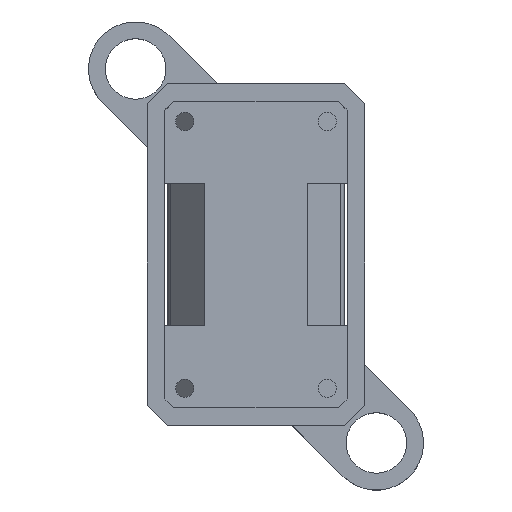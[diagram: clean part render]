
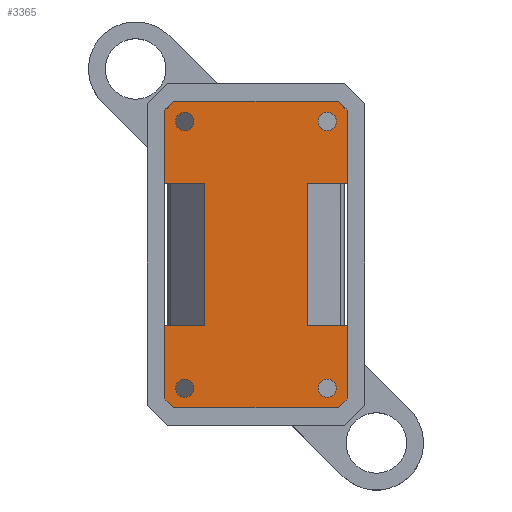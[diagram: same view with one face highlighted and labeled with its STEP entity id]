
A CAD part, top view. The second image highlights one B-rep face of the part: STEP entity #3365.
In plain terms, the highlighted planar face has unit normal (0, 0, 1).
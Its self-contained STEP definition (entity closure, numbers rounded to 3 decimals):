
#74=FACE_BOUND('',#993,.T.);
#75=FACE_BOUND('',#994,.T.);
#76=FACE_BOUND('',#995,.T.);
#77=FACE_BOUND('',#996,.T.);
#90=LINE('',#7402,#296);
#95=LINE('',#7791,#301);
#136=LINE('',#10090,#342);
#144=LINE('',#10115,#350);
#219=LINE('',#10356,#425);
#220=LINE('',#10358,#426);
#221=LINE('',#10359,#427);
#222=LINE('',#10361,#428);
#223=LINE('',#10363,#429);
#224=LINE('',#10365,#430);
#225=LINE('',#10367,#431);
#226=LINE('',#10369,#432);
#227=LINE('',#10371,#433);
#228=LINE('',#10372,#434);
#229=LINE('',#10374,#435);
#230=LINE('',#10375,#436);
#296=VECTOR('',#3648,10.);
#301=VECTOR('',#3655,10.);
#342=VECTOR('',#3780,10.);
#350=VECTOR('',#3802,10.);
#425=VECTOR('',#4029,10.);
#426=VECTOR('',#4030,10.);
#427=VECTOR('',#4031,10.);
#428=VECTOR('',#4032,10.);
#429=VECTOR('',#4033,10.);
#430=VECTOR('',#4034,10.);
#431=VECTOR('',#4035,10.);
#432=VECTOR('',#4036,10.);
#433=VECTOR('',#4037,10.);
#434=VECTOR('',#4038,10.);
#435=VECTOR('',#4039,10.);
#436=VECTOR('',#4040,10.);
#536=PLANE('',#3559);
#630=CIRCLE('',#3560,1.025);
#631=CIRCLE('',#3561,1.025);
#632=CIRCLE('',#3562,1.025);
#633=CIRCLE('',#3563,1.025);
#791=FACE_OUTER_BOUND('',#992,.T.);
#992=EDGE_LOOP('',(#2883,#2884,#2885,#2886,#2887,#2888,#2889,#2890,#2891,
#2892,#2893,#2894,#2895,#2896,#2897,#2898));
#993=EDGE_LOOP('',(#2899));
#994=EDGE_LOOP('',(#2900));
#995=EDGE_LOOP('',(#2901));
#996=EDGE_LOOP('',(#2902));
#1364=VERTEX_POINT('',#7399);
#1365=VERTEX_POINT('',#7401);
#1381=VERTEX_POINT('',#7788);
#1382=VERTEX_POINT('',#7790);
#1464=VERTEX_POINT('',#10089);
#1474=VERTEX_POINT('',#10113);
#1563=VERTEX_POINT('',#10354);
#1564=VERTEX_POINT('',#10355);
#1565=VERTEX_POINT('',#10357);
#1566=VERTEX_POINT('',#10360);
#1567=VERTEX_POINT('',#10362);
#1568=VERTEX_POINT('',#10364);
#1569=VERTEX_POINT('',#10366);
#1570=VERTEX_POINT('',#10368);
#1571=VERTEX_POINT('',#10370);
#1572=VERTEX_POINT('',#10373);
#1573=VERTEX_POINT('',#10376);
#1574=VERTEX_POINT('',#10378);
#1575=VERTEX_POINT('',#10380);
#1576=VERTEX_POINT('',#10382);
#1724=EDGE_CURVE('',#1364,#1365,#90,.T.);
#1750=EDGE_CURVE('',#1381,#1382,#95,.T.);
#1896=EDGE_CURVE('',#1365,#1464,#136,.T.);
#1908=EDGE_CURVE('',#1474,#1381,#144,.T.);
#2029=EDGE_CURVE('',#1563,#1564,#219,.T.);
#2030=EDGE_CURVE('',#1565,#1564,#220,.T.);
#2031=EDGE_CURVE('',#1464,#1565,#221,.T.);
#2032=EDGE_CURVE('',#1566,#1364,#222,.T.);
#2033=EDGE_CURVE('',#1567,#1566,#223,.T.);
#2034=EDGE_CURVE('',#1568,#1567,#224,.T.);
#2035=EDGE_CURVE('',#1569,#1568,#225,.T.);
#2036=EDGE_CURVE('',#1570,#1569,#226,.T.);
#2037=EDGE_CURVE('',#1570,#1571,#227,.T.);
#2038=EDGE_CURVE('',#1382,#1571,#228,.T.);
#2039=EDGE_CURVE('',#1474,#1572,#229,.T.);
#2040=EDGE_CURVE('',#1563,#1572,#230,.T.);
#2041=EDGE_CURVE('',#1573,#1573,#630,.T.);
#2042=EDGE_CURVE('',#1574,#1574,#631,.T.);
#2043=EDGE_CURVE('',#1575,#1575,#632,.T.);
#2044=EDGE_CURVE('',#1576,#1576,#633,.T.);
#2883=ORIENTED_EDGE('',*,*,#2029,.T.);
#2884=ORIENTED_EDGE('',*,*,#2030,.F.);
#2885=ORIENTED_EDGE('',*,*,#2031,.F.);
#2886=ORIENTED_EDGE('',*,*,#1896,.F.);
#2887=ORIENTED_EDGE('',*,*,#1724,.F.);
#2888=ORIENTED_EDGE('',*,*,#2032,.F.);
#2889=ORIENTED_EDGE('',*,*,#2033,.F.);
#2890=ORIENTED_EDGE('',*,*,#2034,.F.);
#2891=ORIENTED_EDGE('',*,*,#2035,.F.);
#2892=ORIENTED_EDGE('',*,*,#2036,.F.);
#2893=ORIENTED_EDGE('',*,*,#2037,.T.);
#2894=ORIENTED_EDGE('',*,*,#2038,.F.);
#2895=ORIENTED_EDGE('',*,*,#1750,.F.);
#2896=ORIENTED_EDGE('',*,*,#1908,.F.);
#2897=ORIENTED_EDGE('',*,*,#2039,.T.);
#2898=ORIENTED_EDGE('',*,*,#2040,.F.);
#2899=ORIENTED_EDGE('',*,*,#2041,.F.);
#2900=ORIENTED_EDGE('',*,*,#2042,.F.);
#2901=ORIENTED_EDGE('',*,*,#2043,.F.);
#2902=ORIENTED_EDGE('',*,*,#2044,.F.);
#3365=ADVANCED_FACE('',(#791,#74,#75,#76,#77),#536,.F.);
#3559=AXIS2_PLACEMENT_3D('',#10353,#4027,#4028);
#3560=AXIS2_PLACEMENT_3D('',#10377,#4041,#4042);
#3561=AXIS2_PLACEMENT_3D('',#10379,#4043,#4044);
#3562=AXIS2_PLACEMENT_3D('',#10381,#4045,#4046);
#3563=AXIS2_PLACEMENT_3D('',#10383,#4047,#4048);
#3648=DIRECTION('',(0.,-1.,0.));
#3655=DIRECTION('',(0.,1.,0.));
#3780=DIRECTION('',(1.,0.,0.));
#3802=DIRECTION('',(1.,0.,0.));
#4027=DIRECTION('center_axis',(0.,0.,
-1.));
#4028=DIRECTION('ref_axis',(1.,0.,0.));
#4029=DIRECTION('',(1.,0.,0.));
#4030=DIRECTION('',(-0.707,-0.707,0.));
#4031=DIRECTION('',(0.,-1.,0.));
#4032=DIRECTION('',(-1.,0.,0.));
#4033=DIRECTION('',(0.,-1.,0.));
#4034=DIRECTION('',(0.707,-0.707,0.));
#4035=DIRECTION('',(1.,0.,0.));
#4036=DIRECTION('',(0.707,0.707,0.));
#4037=DIRECTION('',(0.,-1.,0.));
#4038=DIRECTION('',(-1.,0.,0.));
#4039=DIRECTION('',(0.,-1.,0.));
#4040=DIRECTION('',(-0.707,0.707,0.));
#4041=DIRECTION('center_axis',(0.,0.,
1.));
#4042=DIRECTION('ref_axis',(1.,0.,0.));
#4043=DIRECTION('center_axis',(0.,0.,
1.));
#4044=DIRECTION('ref_axis',(1.,0.,0.));
#4045=DIRECTION('center_axis',(0.,0.,
1.));
#4046=DIRECTION('ref_axis',(1.,0.,0.));
#4047=DIRECTION('center_axis',(0.,0.,
1.));
#4048=DIRECTION('ref_axis',(1.,0.,0.));
#7399=CARTESIAN_POINT('',(334.654,-145.007,-38.756));
#7401=CARTESIAN_POINT('',(334.654,-161.007,-38.756));
#7402=CARTESIAN_POINT('',(334.654,-141.507,-38.756));
#7788=CARTESIAN_POINT('',(323.154,-161.007,-38.756));
#7790=CARTESIAN_POINT('',(323.154,-145.007,-38.756));
#7791=CARTESIAN_POINT('',(323.154,-149.507,-38.756));
#10089=CARTESIAN_POINT('',(339.154,-161.007,-38.756));
#10090=CARTESIAN_POINT('',(335.779,-161.007,-38.756));
#10113=CARTESIAN_POINT('',(318.654,-161.007,-38.756));
#10115=CARTESIAN_POINT('',(327.779,-161.007,-38.756));
#10353=CARTESIAN_POINT('Origin',(336.904,-138.007,-38.756));
#10354=CARTESIAN_POINT('',(319.654,-170.257,-38.756));
#10355=CARTESIAN_POINT('',(338.154,-170.257,-38.756));
#10356=CARTESIAN_POINT('',(318.654,-170.257,-38.756));
#10357=CARTESIAN_POINT('',(339.154,-169.257,-38.756));
#10358=CARTESIAN_POINT('',(346.404,-162.007,-38.756));
#10359=CARTESIAN_POINT('',(339.154,-154.132,-38.756));
#10360=CARTESIAN_POINT('',(339.154,-145.007,-38.756));
#10361=CARTESIAN_POINT('',(338.029,-145.007,-38.756));
#10362=CARTESIAN_POINT('',(339.154,-136.757,-38.756));
#10363=CARTESIAN_POINT('',(339.154,-154.132,-38.756));
#10364=CARTESIAN_POINT('',(338.154,-135.757,-38.756));
#10365=CARTESIAN_POINT('',(338.404,-136.007,-38.756));
#10366=CARTESIAN_POINT('',(319.654,-135.757,-38.756));
#10367=CARTESIAN_POINT('',(338.029,-135.757,-38.756));
#10368=CARTESIAN_POINT('',(318.654,-136.757,-38.756));
#10369=CARTESIAN_POINT('',(322.904,-132.507,-38.756));
#10370=CARTESIAN_POINT('',(318.654,-145.007,-38.756));
#10371=CARTESIAN_POINT('',(318.654,-135.757,-38.756));
#10372=CARTESIAN_POINT('',(330.029,-145.007,-38.756));
#10373=CARTESIAN_POINT('',(318.654,-169.257,-38.756));
#10374=CARTESIAN_POINT('',(318.654,-135.757,-38.756));
#10375=CARTESIAN_POINT('',(315.904,-166.507,-38.756));
#10376=CARTESIAN_POINT('',(319.879,-138.007,-38.756));
#10377=CARTESIAN_POINT('Origin',(320.904,-138.007,-38.756));
#10378=CARTESIAN_POINT('',(335.879,-168.007,-38.756));
#10379=CARTESIAN_POINT('Origin',(336.904,-168.007,-38.756));
#10380=CARTESIAN_POINT('',(335.879,-138.007,-38.756));
#10381=CARTESIAN_POINT('Origin',(336.904,-138.007,-38.756));
#10382=CARTESIAN_POINT('',(319.879,-168.007,-38.756));
#10383=CARTESIAN_POINT('Origin',(320.904,-168.007,-38.756));
